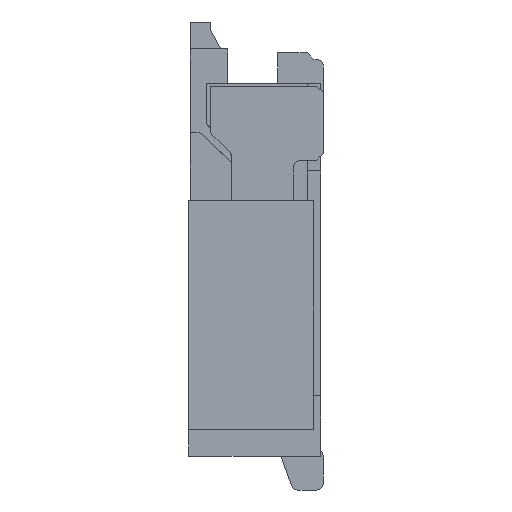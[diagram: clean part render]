
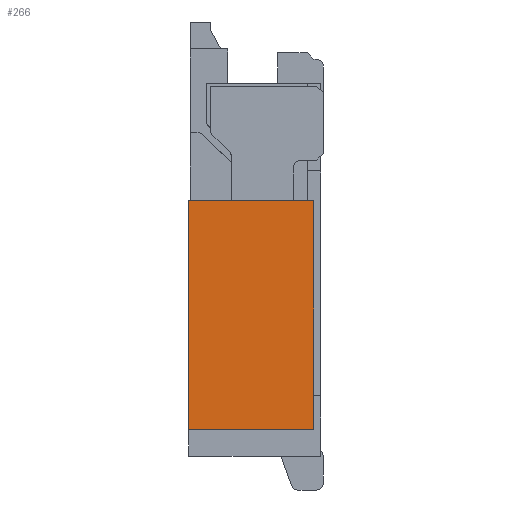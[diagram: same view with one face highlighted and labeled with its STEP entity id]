
A CAD part, left-side view. The second image highlights one B-rep face of the part: STEP entity #266.
In plain terms, the highlighted planar face has unit normal (-1, 0, 0).
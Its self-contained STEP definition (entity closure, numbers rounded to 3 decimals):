
#266=ADVANCED_FACE('',(#1564),#1565,.T.);
#1564=FACE_OUTER_BOUND('',#3687,.T.);
#1565=PLANE('',#3688);
#3687=EDGE_LOOP('',(#8020,#8021,#8022,#8023));
#3688=AXIS2_PLACEMENT_3D('',#8024,#8025,#8026);
#8020=ORIENTED_EDGE('',*,*,#16041,.T.);
#8021=ORIENTED_EDGE('',*,*,#16185,.T.);
#8022=ORIENTED_EDGE('',*,*,#16189,.T.);
#8023=ORIENTED_EDGE('',*,*,#16190,.F.);
#8024=CARTESIAN_POINT('',(-5.4,0.49,0.0));
#8025=DIRECTION('',(-1.0,0.0,0.0));
#8026=DIRECTION('',(0.0,0.0,1.0));
#16041=EDGE_CURVE('',#20245,#20243,#20246,.T.);
#16185=EDGE_CURVE('',#20243,#20469,#20470,.T.);
#16189=EDGE_CURVE('',#20469,#20473,#20475,.T.);
#16190=EDGE_CURVE('',#20245,#20473,#20476,.T.);
#20243=VERTEX_POINT('',#26706);
#20245=VERTEX_POINT('',#26709);
#20246=LINE('',#26710,#26711);
#20469=VERTEX_POINT('',#27074);
#20470=LINE('',#27075,#27076);
#20473=VERTEX_POINT('',#27081);
#20475=LINE('',#27084,#27085);
#20476=LINE('',#27086,#27087);
#26706=CARTESIAN_POINT('',(-5.4,0.49,-2.57));
#26709=CARTESIAN_POINT('',(-5.4,0.49,-0.87));
#26710=CARTESIAN_POINT('',(-5.4,0.49,-0.87));
#26711=VECTOR('',#32599,1.7);
#27074=CARTESIAN_POINT('',(-5.4,-0.44,-2.57));
#27075=CARTESIAN_POINT('',(-5.4,0.49,-2.57));
#27076=VECTOR('',#32749,0.93);
#27081=CARTESIAN_POINT('',(-5.4,-0.44,-0.87));
#27084=CARTESIAN_POINT('',(-5.4,-0.44,-2.57));
#27085=VECTOR('',#32753,1.7);
#27086=CARTESIAN_POINT('',(-5.4,0.49,-0.87));
#27087=VECTOR('',#32754,0.93);
#32599=DIRECTION('',(0.0,0.0,-1.0));
#32749=DIRECTION('',(0.0,-1.0,0.0));
#32753=DIRECTION('',(0.0,0.0,1.0));
#32754=DIRECTION('',(0.0,-1.0,0.0));
